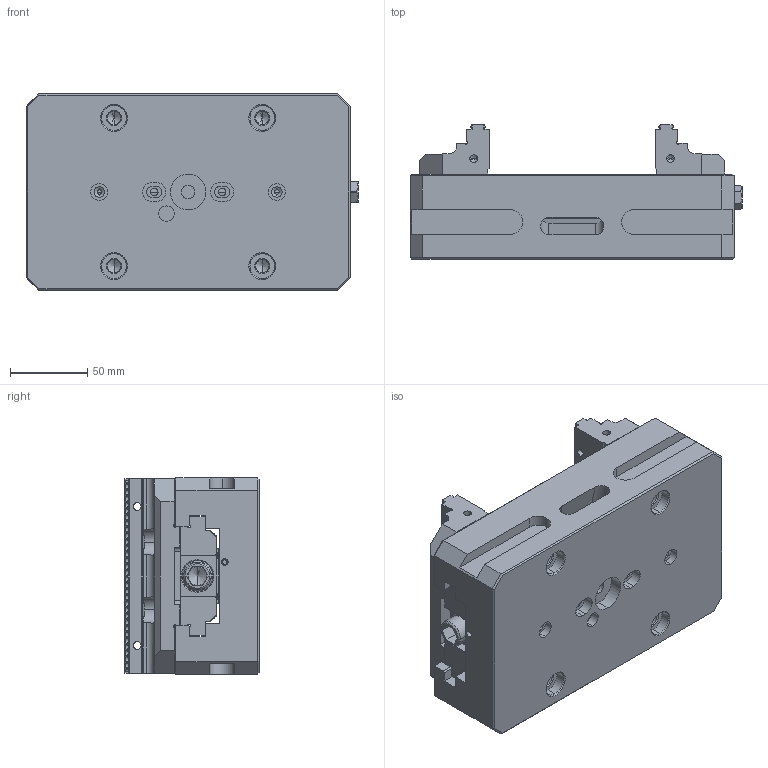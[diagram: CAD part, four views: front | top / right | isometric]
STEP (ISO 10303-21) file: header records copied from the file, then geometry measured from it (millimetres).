
FILE_DESCRIPTION (( 'STEP AP214' ), '1' );
FILE_NAME ('ASC-127X210S-ª©¥»3.STEP', '2022-06-17T12:24:23', ( '' ), ( '' ), 'SwSTEP 2.0', 'SolidWorks 2018', '' );
FILE_SCHEMA (( 'AUTOMOTIVE_DESIGN' ));
Length unit declared in the file: millimetre
Products named in the file (8): 推桿-4X40L; ASC-127X210S-角牙; 版本2-上鎖2支螺絲 -ASC-127S角牙座-修改; ASC-127X210S-版本3; 版本2-上鎖2支螺絲-ASC-127S-硬爪-修改; ASC-127X210S-本台; ASC-125X160S-固定塊-版本2; 48X127X153-側蓋
Assembly tree (10 placements, depth 2):
  ASC-127X210S-版本3
    48X127X153-側蓋
    ASC-125X160S-固定塊-版本2
    推桿-4X40L  x2
    ASC-127X210S-本台
    ASC-127X210S-角牙
    版本2-上鎖2支螺絲-ASC-127S-硬爪-修改  x2
    版本2-上鎖2支螺絲 -ASC-127S角牙座-修改  x2
Bounding box: 215 x 87 x 127 mm (x, y, z)
Volume: 1336908.8 mm3; surface area: 224218.6 mm2
Topology: 10 solids, 10 shells, 943 faces, 2534 edges, 1622 vertices
Faces by surface type: plane 477, cylinder 357, cone 93, torus 16
Entity records: 20823 total; most frequent: CARTESIAN_POINT 4090, ORIENTED_EDGE 3372, DIRECTION 3291, EDGE_CURVE 1686, AXIS2_PLACEMENT_3D 1109, VERTEX_POINT 1076, VECTOR 1073, LINE 1073
